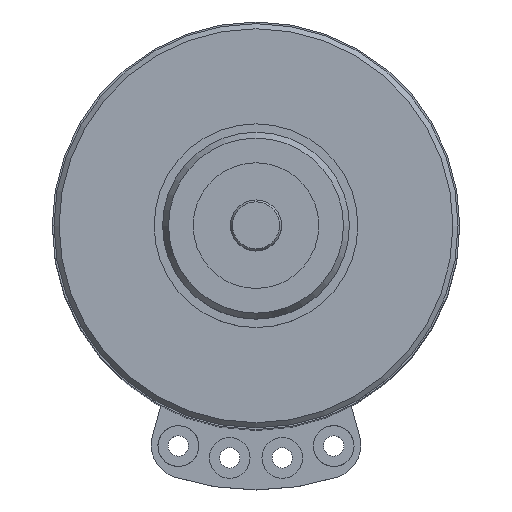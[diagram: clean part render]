
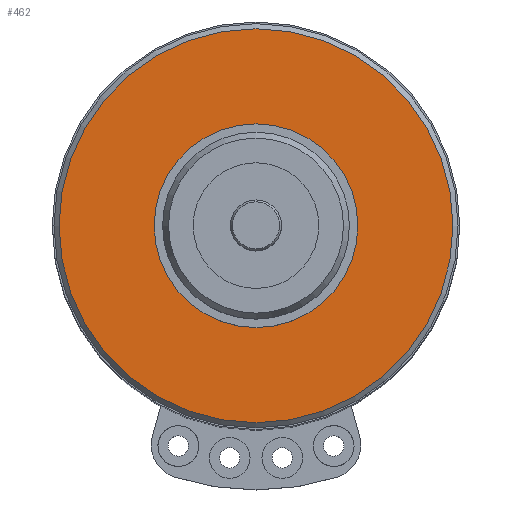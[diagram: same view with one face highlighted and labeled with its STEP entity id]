
A CAD part, top view. The second image highlights one B-rep face of the part: STEP entity #462.
In plain terms, the highlighted planar face has unit normal (0, 0, 1).
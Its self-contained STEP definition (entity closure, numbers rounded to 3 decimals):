
#462=ADVANCED_FACE('',(#548,#549),#513,.T.);
#513=PLANE('',#1073);
#548=FACE_BOUND('',#640,.T.);
#549=FACE_BOUND('',#641,.T.);
#640=EDGE_LOOP('',(#753));
#641=EDGE_LOOP('',(#754));
#753=ORIENTED_EDGE('',*,*,#946,.T.);
#754=ORIENTED_EDGE('',*,*,#947,.F.);
#885=VERTEX_POINT('',#1444);
#886=VERTEX_POINT('',#1446);
#946=EDGE_CURVE('',#885,#885,#1007,.T.);
#947=EDGE_CURVE('',#886,#886,#1008,.T.);
#1007=CIRCLE('',#1071,5.8);
#1008=CIRCLE('',#1072,3.);
#1071=AXIS2_PLACEMENT_3D('',#1443,#1222,#1223);
#1072=AXIS2_PLACEMENT_3D('',#1445,#1224,#1225);
#1073=AXIS2_PLACEMENT_3D('',#1447,#1226,#1227);
#1222=DIRECTION('',(0.,0.,1.));
#1223=DIRECTION('',(1.,0.,0.));
#1224=DIRECTION('',(0.,0.,1.));
#1225=DIRECTION('',(1.,0.,0.));
#1226=DIRECTION('',(0.,0.,1.));
#1227=DIRECTION('',(1.,0.,0.));
#1443=CARTESIAN_POINT('',(0.,0.,0.));
#1444=CARTESIAN_POINT('',(5.8,0.,0.));
#1445=CARTESIAN_POINT('',(0.,0.,0.));
#1446=CARTESIAN_POINT('',(3.,0.,0.));
#1447=CARTESIAN_POINT('',(0.,0.,0.));
